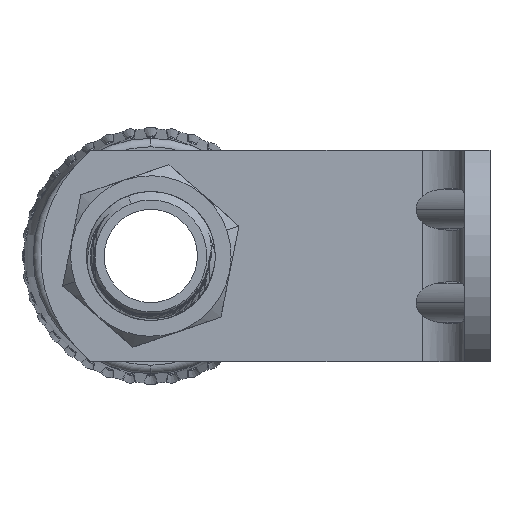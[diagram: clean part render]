
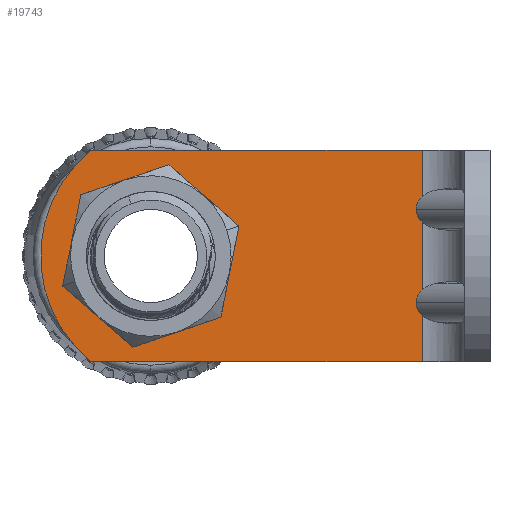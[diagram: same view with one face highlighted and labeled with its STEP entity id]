
A CAD part, front view. The second image highlights one B-rep face of the part: STEP entity #19743.
In plain terms, the highlighted planar face has unit normal (0, -1, 0).
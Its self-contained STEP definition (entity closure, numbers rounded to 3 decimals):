
#83 = CARTESIAN_POINT ( 'NONE',  ( -35.602, 91.874, 62.854 ) ) ;
#127 = ORIENTED_EDGE ( 'NONE', *, *, #8671, .T. ) ;
#166 = VECTOR ( 'NONE', #2348, 1000. ) ;
#201 = CIRCLE ( 'NONE', #972, 7.75 ) ;
#320 = AXIS2_PLACEMENT_3D ( 'NONE', #23883, #20602, #22073 ) ;
#421 = CARTESIAN_POINT ( 'NONE',  ( -36.317, 91.874, 64.356 ) ) ;
#828 = CARTESIAN_POINT ( 'NONE',  ( -35.602, 91.874, 65.859 ) ) ;
#852 = ORIENTED_EDGE ( 'NONE', *, *, #23012, .F. ) ;
#972 = AXIS2_PLACEMENT_3D ( 'NONE', #1884, #16750, #7509 ) ;
#1200 = VERTEX_POINT ( 'NONE', #83 ) ;
#1269 = DIRECTION ( 'NONE',  ( -1., 0., 0. ) ) ;
#1855 =( BOUNDED_CURVE ( )  B_SPLINE_CURVE ( 3, ( #8655, #8535, #21443, #23500 ),
 .UNSPECIFIED., .F., .F. ) 
 B_SPLINE_CURVE_WITH_KNOTS ( ( 4, 4 ),
 ( 0., 0.645 ),
 .UNSPECIFIED. ) 
 CURVE ( )  GEOMETRIC_REPRESENTATION_ITEM ( )  RATIONAL_B_SPLINE_CURVE ( ( 1., 0.966, 0.966, 1. ) ) 
 REPRESENTATION_ITEM ( '' )  );
#1884 = CARTESIAN_POINT ( 'NONE',  ( -67.602, 91.874, 58.856 ) ) ;
#1904 =( BOUNDED_CURVE ( )  B_SPLINE_CURVE ( 3, ( #19814, #3126, #7271, #16749 ),
 .UNSPECIFIED., .F., .F. ) 
 B_SPLINE_CURVE_WITH_KNOTS ( ( 4, 4 ),
 ( 5.638, 6.283 ),
 .UNSPECIFIED. ) 
 CURVE ( )  GEOMETRIC_REPRESENTATION_ITEM ( )  RATIONAL_B_SPLINE_CURVE ( ( 1., 0.966, 0.966, 1. ) ) 
 REPRESENTATION_ITEM ( '' )  );
#2059 = CARTESIAN_POINT ( 'NONE',  ( -82.602, 91.874, 71.356 ) ) ;
#2199 = ORIENTED_EDGE ( 'NONE', *, *, #2598, .T. ) ;
#2306 = VECTOR ( 'NONE', #14750, 1000. ) ;
#2348 = DIRECTION ( 'NONE',  ( 1., 0., 0. ) ) ;
#2598 = EDGE_CURVE ( 'NONE', #14655, #20793, #201, .T. ) ;
#2688 = CARTESIAN_POINT ( 'NONE',  ( -74.59, 91.874, 71.356 ) ) ;
#2821 = FACE_BOUND ( 'NONE', #19649, .T. ) ;
#3126 = CARTESIAN_POINT ( 'NONE',  ( -36.07, 91.874, 54.422 ) ) ;
#3258 = EDGE_CURVE ( 'NONE', #16917, #11634, #1904, .T. ) ;
#3711 =( BOUNDED_CURVE ( )  B_SPLINE_CURVE ( 3, ( #421, #4199, #17228, #20652 ),
 .UNSPECIFIED., .F., .F. ) 
 B_SPLINE_CURVE_WITH_KNOTS ( ( 4, 4 ),
 ( 0., 0.645 ),
 .UNSPECIFIED. ) 
 CURVE ( )  GEOMETRIC_REPRESENTATION_ITEM ( )  RATIONAL_B_SPLINE_CURVE ( ( 1., 0.966, 0.966, 1. ) ) 
 REPRESENTATION_ITEM ( '' )  );
#4148 = EDGE_CURVE ( 'NONE', #19846, #20658, #6896, .T. ) ;
#4199 = CARTESIAN_POINT ( 'NONE',  ( -36.317, 91.874, 63.809 ) ) ;
#4842 = CARTESIAN_POINT ( 'NONE',  ( -36.07, 91.874, 65.422 ) ) ;
#4966 = CARTESIAN_POINT ( 'NONE',  ( -36.317, 91.874, 64.903 ) ) ;
#5523 = LINE ( 'NONE', #16486, #23506 ) ;
#5890 = CARTESIAN_POINT ( 'NONE',  ( -36.317, 91.874, 64.356 ) ) ;
#6896 =( BOUNDED_CURVE ( )  B_SPLINE_CURVE ( 3, ( #828, #4842, #4966, #20201 ),
 .UNSPECIFIED., .F., .F. ) 
 B_SPLINE_CURVE_WITH_KNOTS ( ( 4, 4 ),
 ( 5.638, 6.283 ),
 .UNSPECIFIED. ) 
 CURVE ( )  GEOMETRIC_REPRESENTATION_ITEM ( )  RATIONAL_B_SPLINE_CURVE ( ( 1., 0.966, 0.966, 1. ) ) 
 REPRESENTATION_ITEM ( '' )  );
#6982 = VECTOR ( 'NONE', #9380, 1000. ) ;
#6987 = DIRECTION ( 'NONE',  ( 0., 0., -1. ) ) ;
#7271 = CARTESIAN_POINT ( 'NONE',  ( -36.317, 91.874, 53.903 ) ) ;
#7473 = VERTEX_POINT ( 'NONE', #21500 ) ;
#7509 = DIRECTION ( 'NONE',  ( -1., 0., 0. ) ) ;
#7599 = CARTESIAN_POINT ( 'NONE',  ( -82.602, 91.874, 46.356 ) ) ;
#8024 = VERTEX_POINT ( 'NONE', #12960 ) ;
#8056 = EDGE_CURVE ( 'NONE', #20793, #14655, #21327, .T. ) ;
#8347 = EDGE_CURVE ( 'NONE', #11634, #21190, #1855, .T. ) ;
#8535 = CARTESIAN_POINT ( 'NONE',  ( -36.317, 91.874, 52.809 ) ) ;
#8655 = CARTESIAN_POINT ( 'NONE',  ( -36.317, 91.874, 53.356 ) ) ;
#8671 = EDGE_CURVE ( 'NONE', #12253, #21915, #10306, .T. ) ;
#8800 = LINE ( 'NONE', #12477, #12051 ) ;
#8998 = AXIS2_PLACEMENT_3D ( 'NONE', #10252, #23518, #17670 ) ;
#9116 = EDGE_CURVE ( 'NONE', #1200, #16917, #5523, .T. ) ;
#9290 = EDGE_CURVE ( 'NONE', #21915, #8024, #22569, .T. ) ;
#9380 = DIRECTION ( 'NONE',  ( 1., 0., 0. ) ) ;
#9611 = CARTESIAN_POINT ( 'NONE',  ( -35.602, 91.874, 71.356 ) ) ;
#10038 = EDGE_CURVE ( 'NONE', #20658, #1200, #3711, .T. ) ;
#10252 = CARTESIAN_POINT ( 'NONE',  ( -82.602, 91.874, 71.356 ) ) ;
#10306 = CIRCLE ( 'NONE', #23895, 16. ) ;
#10380 = CARTESIAN_POINT ( 'NONE',  ( -67.602, 91.874, 66.606 ) ) ;
#10720 = CARTESIAN_POINT ( 'NONE',  ( -35.602, 91.874, 54.859 ) ) ;
#10906 = ORIENTED_EDGE ( 'NONE', *, *, #8056, .T. ) ;
#11132 = DIRECTION ( 'NONE',  ( 0., 0., -1. ) ) ;
#11634 = VERTEX_POINT ( 'NONE', #16443 ) ;
#12051 = VECTOR ( 'NONE', #6987, 1000. ) ;
#12096 = FACE_OUTER_BOUND ( 'NONE', #14327, .T. ) ;
#12253 = VERTEX_POINT ( 'NONE', #2688 ) ;
#12477 = CARTESIAN_POINT ( 'NONE',  ( -35.602, 91.874, 71.356 ) ) ;
#12960 = CARTESIAN_POINT ( 'NONE',  ( -35.602, 91.874, 46.356 ) ) ;
#13439 = ORIENTED_EDGE ( 'NONE', *, *, #9116, .F. ) ;
#13851 = ORIENTED_EDGE ( 'NONE', *, *, #4148, .F. ) ;
#14327 = EDGE_LOOP ( 'NONE', ( #21585, #127, #17715, #19463, #23198, #19803, #13439, #17939, #13851, #852 ) ) ;
#14655 = VERTEX_POINT ( 'NONE', #17382 ) ;
#14750 = DIRECTION ( 'NONE',  ( 0., 0., -1. ) ) ;
#14981 = LINE ( 'NONE', #9611, #2306 ) ;
#15698 = EDGE_CURVE ( 'NONE', #12253, #7473, #16680, .T. ) ;
#16443 = CARTESIAN_POINT ( 'NONE',  ( -36.317, 91.874, 53.356 ) ) ;
#16486 = CARTESIAN_POINT ( 'NONE',  ( -35.602, 91.874, 71.356 ) ) ;
#16680 = LINE ( 'NONE', #2059, #6982 ) ;
#16749 = CARTESIAN_POINT ( 'NONE',  ( -36.317, 91.874, 53.356 ) ) ;
#16750 = DIRECTION ( 'NONE',  ( 0., 1., 0. ) ) ;
#16917 = VERTEX_POINT ( 'NONE', #10720 ) ;
#17228 = CARTESIAN_POINT ( 'NONE',  ( -36.07, 91.874, 63.291 ) ) ;
#17382 = CARTESIAN_POINT ( 'NONE',  ( -67.602, 91.874, 51.106 ) ) ;
#17650 = CARTESIAN_POINT ( 'NONE',  ( -35.602, 91.874, 51.854 ) ) ;
#17670 = DIRECTION ( 'NONE',  ( -1., 0., 0. ) ) ;
#17715 = ORIENTED_EDGE ( 'NONE', *, *, #9290, .T. ) ;
#17939 = ORIENTED_EDGE ( 'NONE', *, *, #10038, .F. ) ;
#19168 = EDGE_CURVE ( 'NONE', #21190, #8024, #8800, .T. ) ;
#19463 = ORIENTED_EDGE ( 'NONE', *, *, #19168, .F. ) ;
#19512 = PLANE ( 'NONE',  #8998 ) ;
#19649 = EDGE_LOOP ( 'NONE', ( #2199, #10906 ) ) ;
#19743 = ADVANCED_FACE ( 'NONE', ( #12096, #2821 ), #19512, .F. ) ;
#19803 = ORIENTED_EDGE ( 'NONE', *, *, #3258, .F. ) ;
#19814 = CARTESIAN_POINT ( 'NONE',  ( -35.602, 91.874, 54.859 ) ) ;
#19846 = VERTEX_POINT ( 'NONE', #20357 ) ;
#20201 = CARTESIAN_POINT ( 'NONE',  ( -36.317, 91.874, 64.356 ) ) ;
#20357 = CARTESIAN_POINT ( 'NONE',  ( -35.602, 91.874, 65.859 ) ) ;
#20602 = DIRECTION ( 'NONE',  ( 0., 1., 0. ) ) ;
#20652 = CARTESIAN_POINT ( 'NONE',  ( -35.602, 91.874, 62.854 ) ) ;
#20658 = VERTEX_POINT ( 'NONE', #5890 ) ;
#20793 = VERTEX_POINT ( 'NONE', #10380 ) ;
#21190 = VERTEX_POINT ( 'NONE', #17650 ) ;
#21327 = CIRCLE ( 'NONE', #320, 7.75 ) ;
#21443 = CARTESIAN_POINT ( 'NONE',  ( -36.07, 91.874, 52.291 ) ) ;
#21500 = CARTESIAN_POINT ( 'NONE',  ( -35.602, 91.874, 71.356 ) ) ;
#21585 = ORIENTED_EDGE ( 'NONE', *, *, #15698, .F. ) ;
#21915 = VERTEX_POINT ( 'NONE', #23137 ) ;
#21982 = CARTESIAN_POINT ( 'NONE',  ( -64.602, 91.874, 58.856 ) ) ;
#22073 = DIRECTION ( 'NONE',  ( -1., 0., 0. ) ) ;
#22569 = LINE ( 'NONE', #7599, #166 ) ;
#23012 = EDGE_CURVE ( 'NONE', #7473, #19846, #14981, .T. ) ;
#23137 = CARTESIAN_POINT ( 'NONE',  ( -74.59, 91.874, 46.356 ) ) ;
#23198 = ORIENTED_EDGE ( 'NONE', *, *, #8347, .F. ) ;
#23445 = DIRECTION ( 'NONE',  ( 0., -1., 0. ) ) ;
#23500 = CARTESIAN_POINT ( 'NONE',  ( -35.602, 91.874, 51.854 ) ) ;
#23506 = VECTOR ( 'NONE', #11132, 1000. ) ;
#23518 = DIRECTION ( 'NONE',  ( 0., 1., 0. ) ) ;
#23883 = CARTESIAN_POINT ( 'NONE',  ( -67.602, 91.874, 58.856 ) ) ;
#23895 = AXIS2_PLACEMENT_3D ( 'NONE', #21982, #23445, #1269 ) ;
